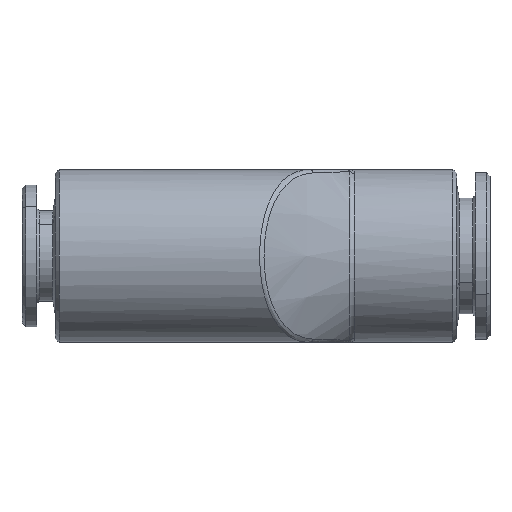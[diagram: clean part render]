
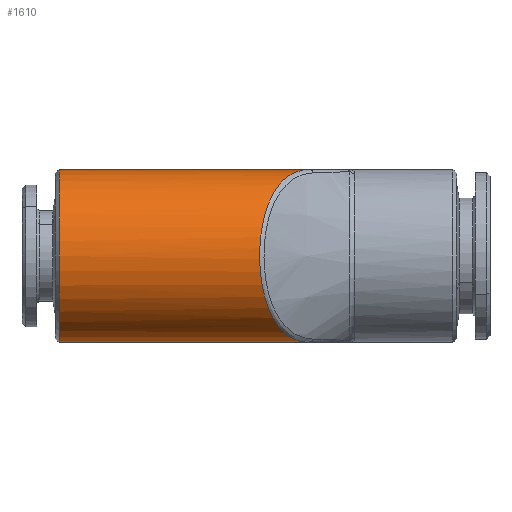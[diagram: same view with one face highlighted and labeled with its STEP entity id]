
A CAD part, left-side view. The second image highlights one B-rep face of the part: STEP entity #1610.
In plain terms, the highlighted cylindrical face has radius 7 mm (diameter 14 mm), a partial arc.
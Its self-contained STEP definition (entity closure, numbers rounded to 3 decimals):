
#1497 = VERTEX_POINT ( 'NONE', #3796 ) ;
#1518 = VERTEX_POINT ( 'NONE', #3813 ) ;
#1563 = ORIENTED_EDGE ( 'NONE', *, *, #1564, .T. ) ;
#1564 = EDGE_CURVE ( 'NONE', #1620, #1711, #3876, .T. ) ;
#1580 = ORIENTED_EDGE ( 'NONE', *, *, #1638, .F. ) ;
#1598 = EDGE_LOOP ( 'NONE', ( #1599, #1679, #1617, #1563, #1712, #1580 ) ) ;
#1599 = ORIENTED_EDGE ( 'NONE', *, *, #1673, .F. ) ;
#1610 = ADVANCED_FACE ( 'NONE', ( #3966 ), #3971, .T. ) ;
#1617 = ORIENTED_EDGE ( 'NONE', *, *, #1618, .T. ) ;
#1618 = EDGE_CURVE ( 'NONE', #1518, #1620, #4030, .T. ) ;
#1620 = VERTEX_POINT ( 'NONE', #4032 ) ;
#1638 = EDGE_CURVE ( 'NONE', #1678, #1714, #4053, .T. ) ;
#1673 = EDGE_CURVE ( 'NONE', #1497, #1678, #4158, .T. ) ;
#1678 = VERTEX_POINT ( 'NONE', #4302 ) ;
#1679 = ORIENTED_EDGE ( 'NONE', *, *, #1680, .F. ) ;
#1680 = EDGE_CURVE ( 'NONE', #1518, #1497, #4303, .T. ) ;
#1711 = VERTEX_POINT ( 'NONE', #4696 ) ;
#1712 = ORIENTED_EDGE ( 'NONE', *, *, #1713, .T. ) ;
#1713 = EDGE_CURVE ( 'NONE', #1711, #1714, #4716, .T. ) ;
#1714 = VERTEX_POINT ( 'NONE', #4746 ) ;
#3796 = CARTESIAN_POINT ( 'NONE',  ( -7.25, 33.2, 7. ) ) ;
#3813 = CARTESIAN_POINT ( 'NONE',  ( -7.25, 33.2, -7. ) ) ;
#3852 = DIRECTION ( 'NONE',  ( 0., -1., 0. ) ) ;
#3853 = CARTESIAN_POINT ( 'NONE',  ( -7.25, 23.5, -7. ) ) ;
#3865 = VECTOR ( 'NONE', #3852, 1000. ) ;
#3876 = LINE ( 'NONE', #3853, #3865 ) ;
#3927 = DIRECTION ( 'NONE',  ( 0., -1., 0. ) ) ;
#3955 = DIRECTION ( 'NONE',  ( 0., 0., -1. ) ) ;
#3966 = FACE_OUTER_BOUND ( 'NONE', #1598, .T. ) ;
#3971 = CYLINDRICAL_SURFACE ( 'NONE', #4000, 7. ) ;
#3999 = CARTESIAN_POINT ( 'NONE',  ( -7.25, 23.5, 0. ) ) ;
#4000 = AXIS2_PLACEMENT_3D ( 'NONE', #3999, #3927, #3955 ) ;
#4029 = CARTESIAN_POINT ( 'NONE',  ( -7.25, 23.5, -7. ) ) ;
#4030 = LINE ( 'NONE', #4029, #4042 ) ;
#4032 = CARTESIAN_POINT ( 'NONE',  ( -7.25, 21.768, -7. ) ) ;
#4041 = DIRECTION ( 'NONE',  ( 0., -1., 0. ) ) ;
#4042 = VECTOR ( 'NONE', #4041, 1000. ) ;
#4053 = LINE ( 'NONE', #4070, #4069 ) ;
#4069 = VECTOR ( 'NONE', #4080, 1000. ) ;
#4070 = CARTESIAN_POINT ( 'NONE',  ( -7.25, 23.5, 7. ) ) ;
#4080 = DIRECTION ( 'NONE',  ( 0., -1., 0. ) ) ;
#4158 = LINE ( 'NONE', #4168, #4167 ) ;
#4166 = DIRECTION ( 'NONE',  ( 0., -1., 0. ) ) ;
#4167 = VECTOR ( 'NONE', #4166, 1000. ) ;
#4168 = CARTESIAN_POINT ( 'NONE',  ( -7.25, 23.5, 7. ) ) ;
#4190 = DIRECTION ( 'NONE',  ( 0., 0., -1. ) ) ;
#4302 = CARTESIAN_POINT ( 'NONE',  ( -7.25, 21.768, 7. ) ) ;
#4303 = CIRCLE ( 'NONE', #4306, 7. ) ;
#4304 = DIRECTION ( 'NONE',  ( 0., 1., 0. ) ) ;
#4305 = CARTESIAN_POINT ( 'NONE',  ( -7.25, 33.2, 0. ) ) ;
#4306 = AXIS2_PLACEMENT_3D ( 'NONE', #4305, #4304, #4190 ) ;
#4669 = CARTESIAN_POINT ( 'NONE',  ( -14.141, 16.903, -1.257 ) ) ;
#4670 = CARTESIAN_POINT ( 'NONE',  ( -13.983, 16.826, -1.978 ) ) ;
#4679 = CARTESIAN_POINT ( 'NONE',  ( -14.181, 16.923, -1.01 ) ) ;
#4681 = CARTESIAN_POINT ( 'NONE',  ( -13.829, 16.75, -2.44 ) ) ;
#4685 = CARTESIAN_POINT ( 'NONE',  ( -11.653, 15.622, 5.461 ) ) ;
#4686 = CARTESIAN_POINT ( 'NONE',  ( -12.163, 15.894, 4.992 ) ) ;
#4687 = CARTESIAN_POINT ( 'NONE',  ( -12.327, 15.981, 4.825 ) ) ;
#4688 = CARTESIAN_POINT ( 'NONE',  ( -12.64, 16.145, 4.473 ) ) ;
#4689 = CARTESIAN_POINT ( 'NONE',  ( -12.787, 16.221, 4.289 ) ) ;
#4690 = CARTESIAN_POINT ( 'NONE',  ( -13.995, 16.832, 1.937 ) ) ;
#4691 = CARTESIAN_POINT ( 'NONE',  ( -14.149, 16.907, 1.211 ) ) ;
#4692 = CARTESIAN_POINT ( 'NONE',  ( -14.188, 16.927, 0.964 ) ) ;
#4693 = CARTESIAN_POINT ( 'NONE',  ( -14.239, 16.951, 0.471 ) ) ;
#4694 = CARTESIAN_POINT ( 'NONE',  ( -14.263, 16.963, -0.022 ) ) ;
#4695 = CARTESIAN_POINT ( 'NONE',  ( -14.235, 16.95, -0.516 ) ) ;
#4696 = CARTESIAN_POINT ( 'NONE',  ( -7.25, 12.944, -7. ) ) ;
#4710 = CARTESIAN_POINT ( 'NONE',  ( -13.064, 16.364, 3.905 ) ) ;
#4711 = CARTESIAN_POINT ( 'NONE',  ( -13.194, 16.43, 3.705 ) ) ;
#4712 = CARTESIAN_POINT ( 'NONE',  ( -13.434, 16.552, 3.288 ) ) ;
#4713 = CARTESIAN_POINT ( 'NONE',  ( -13.546, 16.608, 3.07 ) ) ;
#4714 = CARTESIAN_POINT ( 'NONE',  ( -13.843, 16.757, 2.402 ) ) ;
#4716 = B_SPLINE_CURVE_WITH_KNOTS ( 'NONE', 3,
 ( #4726, #4725, #4736, #4735, #4734, #4733, #4732, #4731, #4724, #4723, #4722, #4721, #4720, #4719, #4718, #4681, #4670, #4669, #4679, #4695, #4694, #4693, #4692, #4691, #4690, #4714, #4713, #4712, #4711, #4710, #4689, #4688, #4687, #4686, #4685, #4741, #4740, #4751, #4750, #4742, #4749, #4744, #4743, #4748, #4747 ),
 .UNSPECIFIED., .F., .F.,
 ( 4, 2, 2, 2, 2, 2, 2, 2, 2, 2, 1, 2, 2, 2, 2, 2, 2, 2, 2, 2, 2, 2, 4 ),
 ( 0., 0.003, 0.004, 0.005, 0.006, 0.007, 0.008, 0.009, 0.01, 0.011, 0.012, 0.013, 0.013, 0.015, 0.015, 0.016, 0.017, 0.018, 0.019, 0.02, 0.021, 0.022, 0.024 ),
 .UNSPECIFIED. ) ;
#4718 = CARTESIAN_POINT ( 'NONE',  ( -13.529, 16.6, -3.103 ) ) ;
#4719 = CARTESIAN_POINT ( 'NONE',  ( -13.417, 16.543, -3.321 ) ) ;
#4720 = CARTESIAN_POINT ( 'NONE',  ( -13.175, 16.42, -3.736 ) ) ;
#4721 = CARTESIAN_POINT ( 'NONE',  ( -13.044, 16.354, -3.934 ) ) ;
#4722 = CARTESIAN_POINT ( 'NONE',  ( -12.629, 16.14, -4.504 ) ) ;
#4723 = CARTESIAN_POINT ( 'NONE',  ( -12.319, 15.978, -4.85 ) ) ;
#4724 = CARTESIAN_POINT ( 'NONE',  ( -11.807, 15.704, -5.319 ) ) ;
#4725 = CARTESIAN_POINT ( 'NONE',  ( -8.07, 13.511, -7. ) ) ;
#4726 = CARTESIAN_POINT ( 'NONE',  ( -7.25, 12.944, -7. ) ) ;
#4731 = CARTESIAN_POINT ( 'NONE',  ( -11.629, 15.608, -5.466 ) ) ;
#4732 = CARTESIAN_POINT ( 'NONE',  ( -11.266, 15.41, -5.738 ) ) ;
#4733 = CARTESIAN_POINT ( 'NONE',  ( -11.081, 15.307, -5.863 ) ) ;
#4734 = CARTESIAN_POINT ( 'NONE',  ( -10.512, 14.987, -6.21 ) ) ;
#4735 = CARTESIAN_POINT ( 'NONE',  ( -10.115, 14.759, -6.401 ) ) ;
#4736 = CARTESIAN_POINT ( 'NONE',  ( -8.893, 14.032, -6.86 ) ) ;
#4740 = CARTESIAN_POINT ( 'NONE',  ( -10.717, 15.103, 6.085 ) ) ;
#4741 = CARTESIAN_POINT ( 'NONE',  ( -11.291, 15.425, 5.733 ) ) ;
#4742 = CARTESIAN_POINT ( 'NONE',  ( -9.924, 14.645, 6.473 ) ) ;
#4743 = CARTESIAN_POINT ( 'NONE',  ( -8.074, 13.502, 6.964 ) ) ;
#4744 = CARTESIAN_POINT ( 'NONE',  ( -8.906, 14.032, 6.814 ) ) ;
#4746 = CARTESIAN_POINT ( 'NONE',  ( -7.25, 12.944, 7. ) ) ;
#4747 = CARTESIAN_POINT ( 'NONE',  ( -7.25, 12.944, 7. ) ) ;
#4748 = CARTESIAN_POINT ( 'NONE',  ( -7.661, 13.228, 7. ) ) ;
#4749 = CARTESIAN_POINT ( 'NONE',  ( -9.319, 14.285, 6.701 ) ) ;
#4750 = CARTESIAN_POINT ( 'NONE',  ( -10.124, 14.763, 6.386 ) ) ;
#4751 = CARTESIAN_POINT ( 'NONE',  ( -10.52, 14.991, 6.193 ) ) ;
